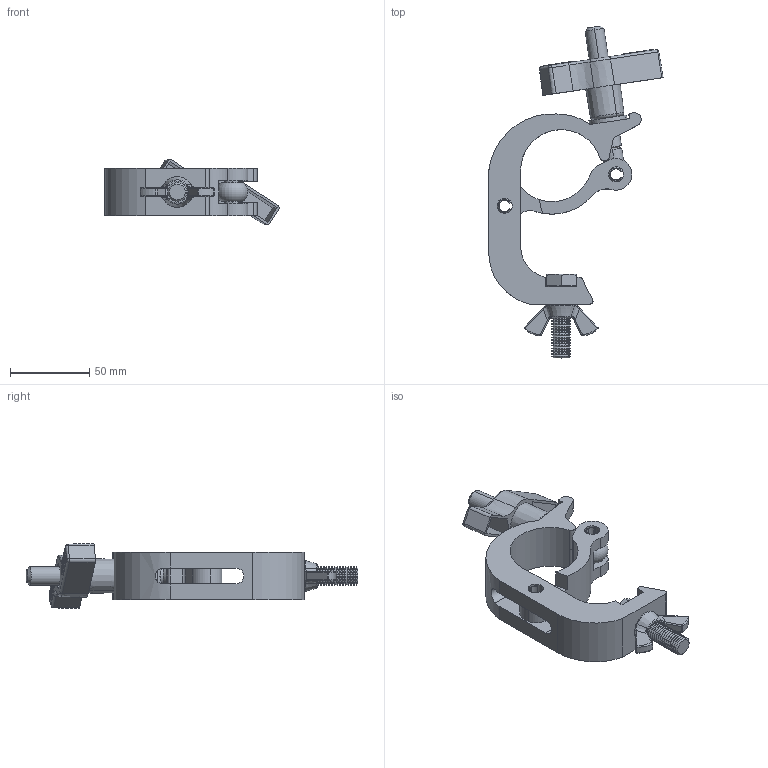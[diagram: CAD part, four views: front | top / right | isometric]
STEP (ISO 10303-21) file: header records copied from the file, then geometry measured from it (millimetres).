
FILE_DESCRIPTION (( 'STEP AP203' ), '1' );
FILE_NAME ('T58861 &T5886101.STEP', '2018-08-13T11:37:46', ( '' ), ( '' ), 'SwSTEP 2.0', 'SolidWorks 2016', '' );
FILE_SCHEMA (( 'CONFIG_CONTROL_DESIGN' ));
Length unit declared in the file: millimetre
Products named in the file (12): TH2023_30MM WIDE; TH2024_30MM WIDE; F791; T78052_T78053; S0124; Hex Screw GradeC_Doughty Fastners_ISO 4018 - M12 x 45-WS; TH733; T58861 &T5886101; A Washer_Bright washer BS 4320 - M12 (Form A); TH1304_TH1304; TH013_NO STAMPING; F883_DIN 315-M12-GT-C-N
Assembly tree (12 placements, depth 3):
  T58861 &T5886101
    TH013_NO STAMPING
      TH2023_30MM WIDE
    TH1304_TH1304
      TH2024_30MM WIDE
    F791  x2
    T78052_T78053
      TH733
      A Washer_Bright washer BS 4320 - M12 (Form A)
      S0124
    Hex Screw GradeC_Doughty Fastners_ISO 4018 - M12 x 45-WS
    F883_DIN 315-M12-GT-C-N
Bounding box: 110.08 x 209.52 x 40.86 mm (x, y, z)
Volume: 150305.1 mm3; surface area: 56829.3 mm2
Topology: 9 solids, 9 shells, 676 faces, 1744 edges, 1104 vertices
Faces by surface type: plane 221, cylinder 185, cone 144, bspline 98, torus 20, sphere 8
Entity records: 25728 total; most frequent: CARTESIAN_POINT 8534, ORIENTED_EDGE 3396, DIRECTION 3262, EDGE_CURVE 1698, AXIS2_PLACEMENT_3D 1202, VERTEX_POINT 1080, VECTOR 858, LINE 858
